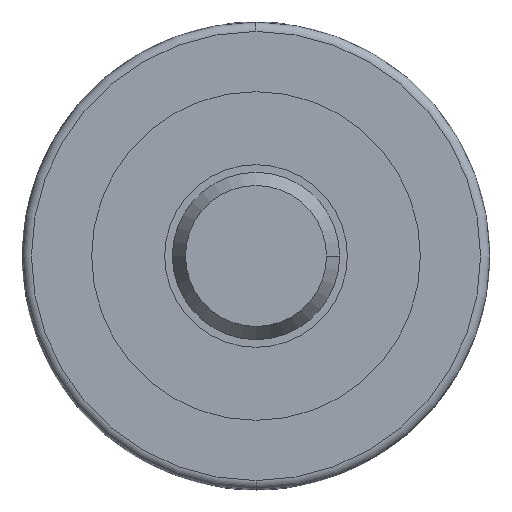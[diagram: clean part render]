
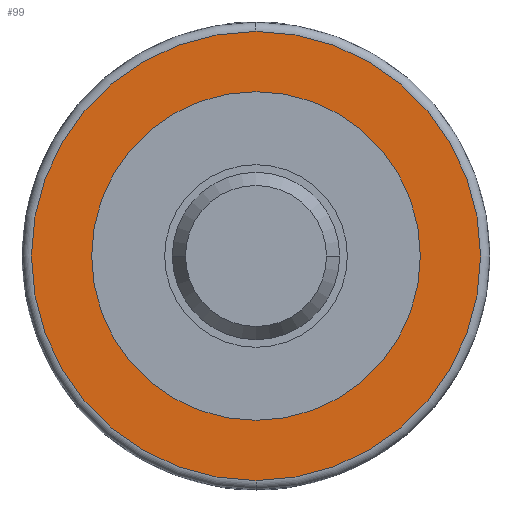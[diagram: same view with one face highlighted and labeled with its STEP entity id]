
A CAD part, left-side view. The second image highlights one B-rep face of the part: STEP entity #99.
In plain terms, the highlighted planar face has unit normal (-1, 0, 0).
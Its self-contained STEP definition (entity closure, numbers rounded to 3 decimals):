
#99=ADVANCED_FACE('',(#162,#163),#164,.T.);
#162=FACE_OUTER_BOUND('',#243,.T.);
#163=FACE_BOUND('',#244,.T.);
#164=PLANE('',#245);
#243=EDGE_LOOP('',(#461,#462,#463));
#244=EDGE_LOOP('',(#464,#465));
#245=AXIS2_PLACEMENT_3D('',#466,#467,#468);
#461=ORIENTED_EDGE('',*,*,#598,.F.);
#462=ORIENTED_EDGE('',*,*,#597,.F.);
#463=ORIENTED_EDGE('',*,*,#641,.F.);
#464=ORIENTED_EDGE('',*,*,#569,.T.);
#465=ORIENTED_EDGE('',*,*,#642,.T.);
#466=CARTESIAN_POINT('',(7.5,36.898,0.0));
#467=DIRECTION('',(-1.0,0.0,0.0));
#468=DIRECTION('',(0.0,-1.0,0.0));
#569=EDGE_CURVE('',#655,#659,#661,.T.);
#597=EDGE_CURVE('',#712,#714,#715,.T.);
#598=EDGE_CURVE('',#714,#716,#717,.T.);
#641=EDGE_CURVE('',#716,#712,#786,.T.);
#642=EDGE_CURVE('',#659,#655,#787,.T.);
#655=VERTEX_POINT('',#800);
#659=VERTEX_POINT('',#805);
#661=CIRCLE('',#808,54.0);
#712=VERTEX_POINT('',#867);
#714=VERTEX_POINT('',#869);
#715=CIRCLE('',#870,73.797);
#716=VERTEX_POINT('',#871);
#717=CIRCLE('',#872,73.797);
#786=CIRCLE('',#1148,73.797);
#787=CIRCLE('',#1149,54.0);
#800=CARTESIAN_POINT('',(7.5,0.0,-54.0));
#805=CARTESIAN_POINT('',(7.5,0.,54.0));
#808=AXIS2_PLACEMENT_3D('',#1166,#1167,#1168);
#867=CARTESIAN_POINT('',(7.5,0.,-73.797));
#869=CARTESIAN_POINT('',(7.5,73.797,0.0));
#870=AXIS2_PLACEMENT_3D('',#1234,#1235,#1236);
#871=CARTESIAN_POINT('',(7.5,0.,73.797));
#872=AXIS2_PLACEMENT_3D('',#1237,#1238,#1239);
#1148=AXIS2_PLACEMENT_3D('',#1296,#1297,#1298);
#1149=AXIS2_PLACEMENT_3D('',#1299,#1300,#1301);
#1166=CARTESIAN_POINT('',(7.5,0.0,0.0));
#1167=DIRECTION('',(1.0,0.0,0.0));
#1168=DIRECTION('',(0.0,0.0,-1.0));
#1234=CARTESIAN_POINT('',(7.5,0.0,0.0));
#1235=DIRECTION('',(1.0,0.0,0.0));
#1236=DIRECTION('',(0.0,1.0,0.0));
#1237=CARTESIAN_POINT('',(7.5,0.0,0.0));
#1238=DIRECTION('',(1.0,0.0,0.0));
#1239=DIRECTION('',(0.0,1.0,0.0));
#1296=CARTESIAN_POINT('',(7.5,0.0,0.0));
#1297=DIRECTION('',(1.0,0.0,0.0));
#1298=DIRECTION('',(0.0,1.0,0.0));
#1299=CARTESIAN_POINT('',(7.5,0.0,0.0));
#1300=DIRECTION('',(1.0,0.0,0.0));
#1301=DIRECTION('',(0.0,0.0,-1.0));
